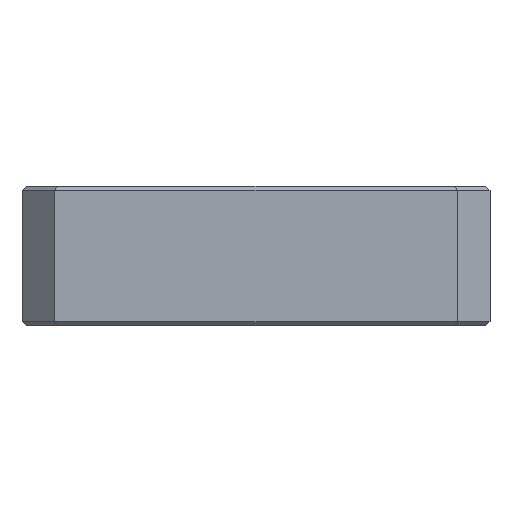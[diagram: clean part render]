
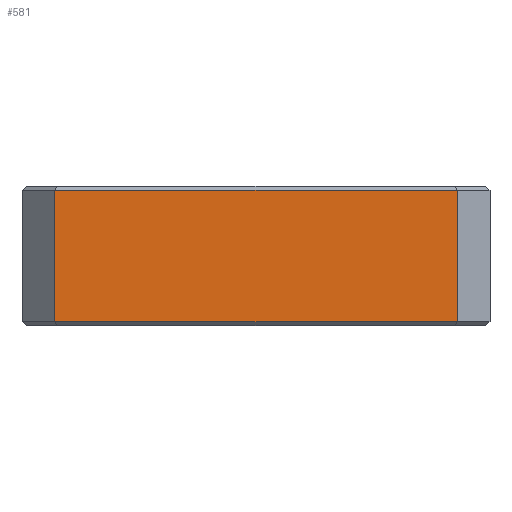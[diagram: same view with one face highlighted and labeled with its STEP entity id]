
A CAD part, front view. The second image highlights one B-rep face of the part: STEP entity #581.
In plain terms, the highlighted planar face has unit normal (0, -1, 0).
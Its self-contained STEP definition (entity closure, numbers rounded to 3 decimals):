
#27 = FACE_OUTER_BOUND ( 'NONE', #1320, .T. ) ;
#33 = DIRECTION ( 'NONE',  ( -1., 0., 0. ) ) ;
#43 = AXIS2_PLACEMENT_3D ( 'NONE', #1419, #128, #859 ) ;
#49 = CARTESIAN_POINT ( 'NONE',  ( 12.25, -23.25, 17. ) ) ;
#74 = VERTEX_POINT ( 'NONE', #1146 ) ;
#81 = CARTESIAN_POINT ( 'NONE',  ( -12.25, -23.25, 8.75 ) ) ;
#128 = DIRECTION ( 'NONE',  ( 0., 1., 0. ) ) ;
#141 = ORIENTED_EDGE ( 'NONE', *, *, #900, .T. ) ;
#149 = LINE ( 'NONE', #971, #1300 ) ;
#150 = VECTOR ( 'NONE', #524, 1000. ) ;
#168 = DIRECTION ( 'NONE',  ( 0., 0., 1. ) ) ;
#260 = DIRECTION ( 'NONE',  ( 1., 0., 0. ) ) ;
#352 = VERTEX_POINT ( 'NONE', #81 ) ;
#416 = ORIENTED_EDGE ( 'NONE', *, *, #717, .T. ) ;
#462 = PLANE ( 'NONE',  #43 ) ;
#524 = DIRECTION ( 'NONE',  ( 0., 0., -1. ) ) ;
#581 = ADVANCED_FACE ( 'NONE', ( #27 ), #462, .F. ) ;
#628 = CARTESIAN_POINT ( 'NONE',  ( -12.25, -23.25, 16.75 ) ) ;
#632 = EDGE_CURVE ( 'NONE', #352, #74, #1208, .T. ) ;
#717 = EDGE_CURVE ( 'NONE', #74, #766, #1226, .T. ) ;
#720 = VERTEX_POINT ( 'NONE', #628 ) ;
#756 = ORIENTED_EDGE ( 'NONE', *, *, #632, .T. ) ;
#758 = ORIENTED_EDGE ( 'NONE', *, *, #1172, .T. ) ;
#766 = VERTEX_POINT ( 'NONE', #956 ) ;
#775 = CARTESIAN_POINT ( 'NONE',  ( -12.25, -23.25, 17. ) ) ;
#855 = VECTOR ( 'NONE', #168, 1000. ) ;
#859 = DIRECTION ( 'NONE',  ( 1., 0., 0. ) ) ;
#900 = EDGE_CURVE ( 'NONE', #720, #352, #1347, .T. ) ;
#956 = CARTESIAN_POINT ( 'NONE',  ( 12.25, -23.25, 16.75 ) ) ;
#971 = CARTESIAN_POINT ( 'NONE',  ( 14.25, -23.25, 16.75 ) ) ;
#1146 = CARTESIAN_POINT ( 'NONE',  ( 12.25, -23.25, 8.75 ) ) ;
#1172 = EDGE_CURVE ( 'NONE', #766, #720, #149, .T. ) ;
#1188 = VECTOR ( 'NONE', #260, 1000. ) ;
#1208 = LINE ( 'NONE', #1428, #1188 ) ;
#1226 = LINE ( 'NONE', #49, #855 ) ;
#1300 = VECTOR ( 'NONE', #33, 1000. ) ;
#1320 = EDGE_LOOP ( 'NONE', ( #416, #758, #141, #756 ) ) ;
#1347 = LINE ( 'NONE', #775, #150 ) ;
#1419 = CARTESIAN_POINT ( 'NONE',  ( 14.25, -23.25, 17. ) ) ;
#1428 = CARTESIAN_POINT ( 'NONE',  ( 12.25, -23.25, 8.75 ) ) ;
